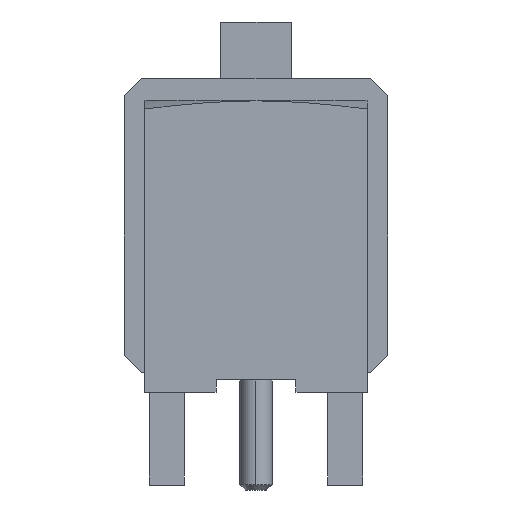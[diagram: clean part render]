
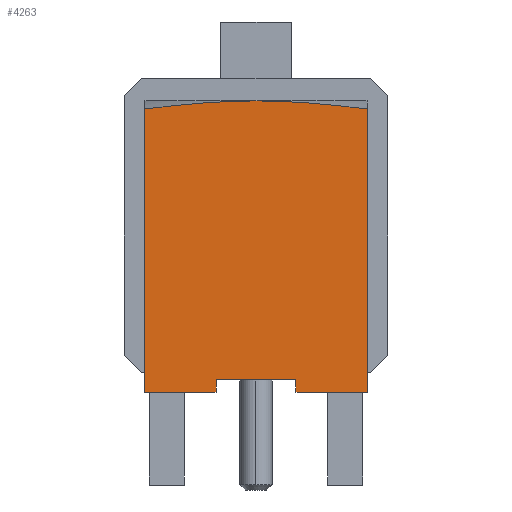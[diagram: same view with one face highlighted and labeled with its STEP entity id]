
A CAD part, front view. The second image highlights one B-rep face of the part: STEP entity #4263.
In plain terms, the highlighted planar face has unit normal (0, -1, 0).
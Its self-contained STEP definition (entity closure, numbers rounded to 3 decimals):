
#3907 = VERTEX_POINT('',#3908);
#3908 = CARTESIAN_POINT('',(3.175,-3.187,0.09));
#3914 = EDGE_CURVE('',#3915,#3907,#3917,.T.);
#3915 = VERTEX_POINT('',#3916);
#3916 = CARTESIAN_POINT('',(3.175,-3.187,8.158));
#3917 = LINE('',#3918,#3919);
#3918 = CARTESIAN_POINT('',(3.175,-3.187,
    8.158));
#3919 = VECTOR('',#3920,1.);
#3920 = DIRECTION('',(0.,0.,-1.));
#4133 = VERTEX_POINT('',#4134);
#4134 = CARTESIAN_POINT('',(-3.175,-3.187,
    8.158));
#4146 = EDGE_CURVE('',#4133,#4147,#4149,.T.);
#4147 = VERTEX_POINT('',#4148);
#4148 = CARTESIAN_POINT('',(-3.175,-3.187,
    0.09));
#4149 = LINE('',#4150,#4151);
#4150 = CARTESIAN_POINT('',(-3.175,-3.187,8.158));
#4151 = VECTOR('',#4152,1.);
#4152 = DIRECTION('',(0.,0.,-1.));
#4222 = VERTEX_POINT('',#4223);
#4223 = CARTESIAN_POINT('',(0.,-3.187,8.39));
#4245 = EDGE_CURVE('',#4222,#3915,#4246,.T.);
#4246 = B_SPLINE_CURVE_WITH_KNOTS('',3,(#4247,#4248,#4249,#4250,#4251,
    #4252,#4253,#4254,#4255),.UNSPECIFIED.,.F.,.F.,(4,1,1,1,1,1,4),(
    0.,0.167,0.333,0.5,0.667,
    0.833,1.),.UNSPECIFIED.);
#4247 = CARTESIAN_POINT('',(0.,-3.187,8.39));
#4248 = CARTESIAN_POINT('',(0.161,-3.187,8.39));
#4249 = CARTESIAN_POINT('',(0.488,-3.187,
    8.386));
#4250 = CARTESIAN_POINT('',(0.995,-3.187,8.365
    ));
#4251 = CARTESIAN_POINT('',(1.516,-3.187,
    8.331));
#4252 = CARTESIAN_POINT('',(2.053,-3.187,
    8.285));
#4253 = CARTESIAN_POINT('',(2.605,-3.187,8.227
    ));
#4254 = CARTESIAN_POINT('',(2.983,-3.187,
    8.182));
#4255 = CARTESIAN_POINT('',(3.175,-3.187,
    8.158));
#4263 = ADVANCED_FACE('',(#4264),#4319,.T.);
#4264 = FACE_BOUND('',#4265,.F.);
#4265 = EDGE_LOOP('',(#4266,#4267,#4268,#4276,#4284,#4292,#4300,#4306,
    #4307));
#4266 = ORIENTED_EDGE('',*,*,#4245,.T.);
#4267 = ORIENTED_EDGE('',*,*,#3914,.T.);
#4268 = ORIENTED_EDGE('',*,*,#4269,.T.);
#4269 = EDGE_CURVE('',#3907,#4270,#4272,.T.);
#4270 = VERTEX_POINT('',#4271);
#4271 = CARTESIAN_POINT('',(1.14,-3.187,
    0.09));
#4272 = LINE('',#4273,#4274);
#4273 = CARTESIAN_POINT('',(3.175,-3.187,
    0.09));
#4274 = VECTOR('',#4275,1.);
#4275 = DIRECTION('',(-1.,0.,0.));
#4276 = ORIENTED_EDGE('',*,*,#4277,.T.);
#4277 = EDGE_CURVE('',#4270,#4278,#4280,.T.);
#4278 = VERTEX_POINT('',#4279);
#4279 = CARTESIAN_POINT('',(1.14,-3.187,0.44));
#4280 = LINE('',#4281,#4282);
#4281 = CARTESIAN_POINT('',(1.14,-3.187,0.09));
#4282 = VECTOR('',#4283,1.);
#4283 = DIRECTION('',(0.,0.,1.));
#4284 = ORIENTED_EDGE('',*,*,#4285,.F.);
#4285 = EDGE_CURVE('',#4286,#4278,#4288,.T.);
#4286 = VERTEX_POINT('',#4287);
#4287 = CARTESIAN_POINT('',(-1.14,-3.187,0.44));
#4288 = LINE('',#4289,#4290);
#4289 = CARTESIAN_POINT('',(-1.14,-3.187,0.44));
#4290 = VECTOR('',#4291,1.);
#4291 = DIRECTION('',(1.,0.,0.));
#4292 = ORIENTED_EDGE('',*,*,#4293,.T.);
#4293 = EDGE_CURVE('',#4286,#4294,#4296,.T.);
#4294 = VERTEX_POINT('',#4295);
#4295 = CARTESIAN_POINT('',(-1.14,-3.187,
    0.09));
#4296 = LINE('',#4297,#4298);
#4297 = CARTESIAN_POINT('',(-1.14,-3.187,0.44));
#4298 = VECTOR('',#4299,1.);
#4299 = DIRECTION('',(0.,0.,-1.));
#4300 = ORIENTED_EDGE('',*,*,#4301,.T.);
#4301 = EDGE_CURVE('',#4294,#4147,#4302,.T.);
#4302 = LINE('',#4303,#4304);
#4303 = CARTESIAN_POINT('',(-1.14,-3.187,0.09));
#4304 = VECTOR('',#4305,1.);
#4305 = DIRECTION('',(-1.,0.,0.));
#4306 = ORIENTED_EDGE('',*,*,#4146,.F.);
#4307 = ORIENTED_EDGE('',*,*,#4308,.T.);
#4308 = EDGE_CURVE('',#4133,#4222,#4309,.T.);
#4309 = B_SPLINE_CURVE_WITH_KNOTS('',3,(#4310,#4311,#4312,#4313,#4314,
    #4315,#4316,#4317,#4318),.UNSPECIFIED.,.F.,.F.,(4,1,1,1,1,1,4),(
    0.,0.167,0.333,0.5,0.667,
    0.833,1.),.UNSPECIFIED.);
#4310 = CARTESIAN_POINT('',(-3.175,-3.187,8.158));
#4311 = CARTESIAN_POINT('',(-2.983,-3.187,
    8.182));
#4312 = CARTESIAN_POINT('',(-2.605,-3.187,
    8.227));
#4313 = CARTESIAN_POINT('',(-2.053,-3.187,8.285
    ));
#4314 = CARTESIAN_POINT('',(-1.516,-3.187,
    8.331));
#4315 = CARTESIAN_POINT('',(-0.994,-3.187,
    8.365));
#4316 = CARTESIAN_POINT('',(-0.488,-3.187,
    8.386));
#4317 = CARTESIAN_POINT('',(-0.161,-3.187,8.39));
#4318 = CARTESIAN_POINT('',(0.,-3.187,8.39));
#4319 = PLANE('',#4320);
#4320 = AXIS2_PLACEMENT_3D('',#4321,#4322,#4323);
#4321 = CARTESIAN_POINT('',(0.,-3.187,7.465));
#4322 = DIRECTION('',(0.,-1.,0.));
#4323 = DIRECTION('',(0.,0.,1.));
